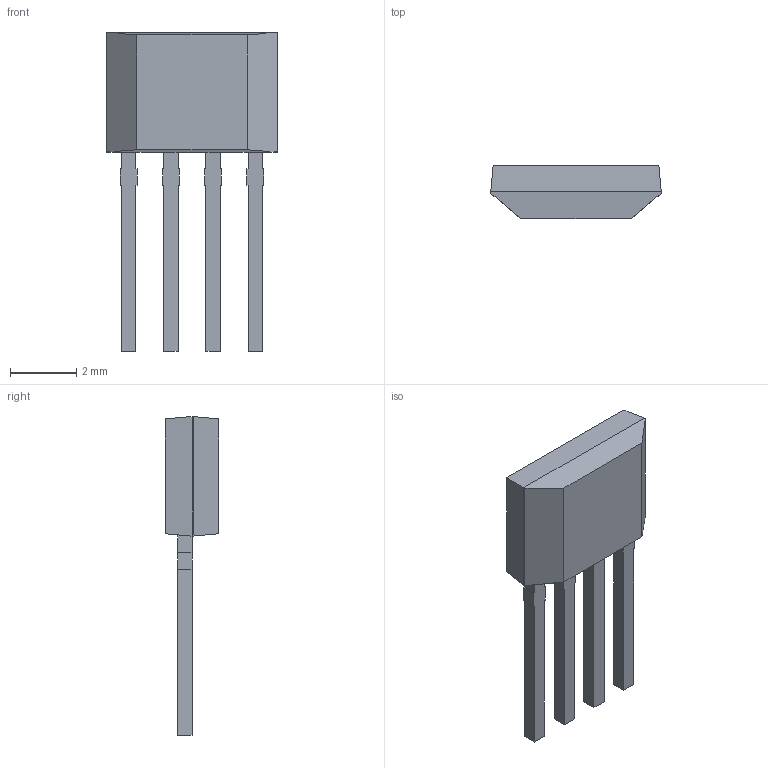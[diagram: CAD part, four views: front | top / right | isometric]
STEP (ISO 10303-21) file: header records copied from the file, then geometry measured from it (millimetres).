
FILE_DESCRIPTION (( 'STEP AP214' ), '1' );
FILE_NAME ('TO-94_L5.3-W1.6-P1.27-L.step', '2022-08-01T13:19:06', ( '' ), ( '' ), 'SwSTEP 2.0', 'SolidWorks 2020', '' );
FILE_SCHEMA (( 'AUTOMOTIVE_DESIGN' ));
Length unit declared in the file: millimetre
Products named in the file (1): TO-94_L5.3-W1.6-P1.27-L
Bounding box: 5.13 x 1.6 x 9.6 mm (x, y, z)
Volume: 30.9 mm3; surface area: 100 mm2
Topology: 1 solids, 1 shells, 288 faces, 789 edges, 522 vertices
Faces by surface type: plane 190, bspline 98
Entity records: 12731 total; most frequent: CARTESIAN_POINT 2906, ORIENTED_EDGE 1578, DIRECTION 971, EDGE_CURVE 789, VECTOR 589, LINE 589, VERTEX_POINT 522, EDGE_LOOP 307
